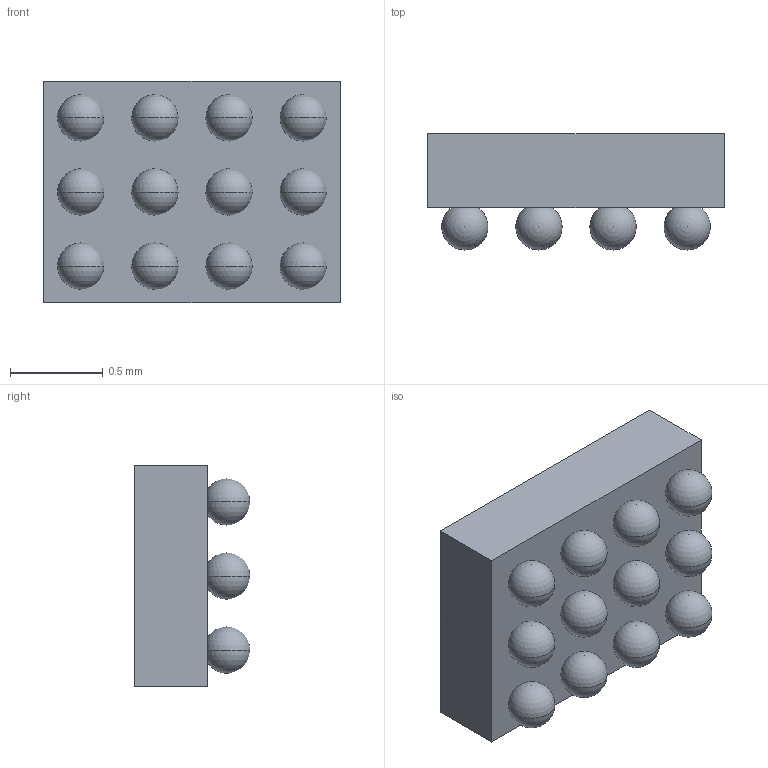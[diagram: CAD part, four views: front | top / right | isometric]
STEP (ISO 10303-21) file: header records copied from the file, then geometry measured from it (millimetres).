
FILE_DESCRIPTION (( 'STEP AP214' ), '1' );
FILE_NAME ('TS5USBC410IYFFR.STEP', '2019-01-28T23:16:32', ( '' ), ( '' ), 'SwSTEP 2.0', 'SolidWorks 2017', '' );
FILE_SCHEMA (( 'AUTOMOTIVE_DESIGN' ));
Length unit declared in the file: millimetre
Products named in the file (1): TS5USBC410IYFFR
Bounding box: 1.6 x 0.62 x 1.2 mm (x, y, z)
Volume: 0.9 mm3; surface area: 8.4 mm2
Topology: 13 solids, 13 shells, 30 faces, 96 edges, 68 vertices
Faces by surface type: sphere 24, plane 6
Entity records: 1042 total; most frequent: DIRECTION 122, CARTESIAN_POINT 99, ORIENTED_EDGE 72, AXIS2_PLACEMENT_3D 55, UNCERTAINTY_MEASURE_WITH_UNIT 39, SURFACE_STYLE_USAGE 38, MECHANICAL_DESIGN_GEOMETRIC_PRESENTATION_REPRESENTATION 38, COLOUR_RGB 38
